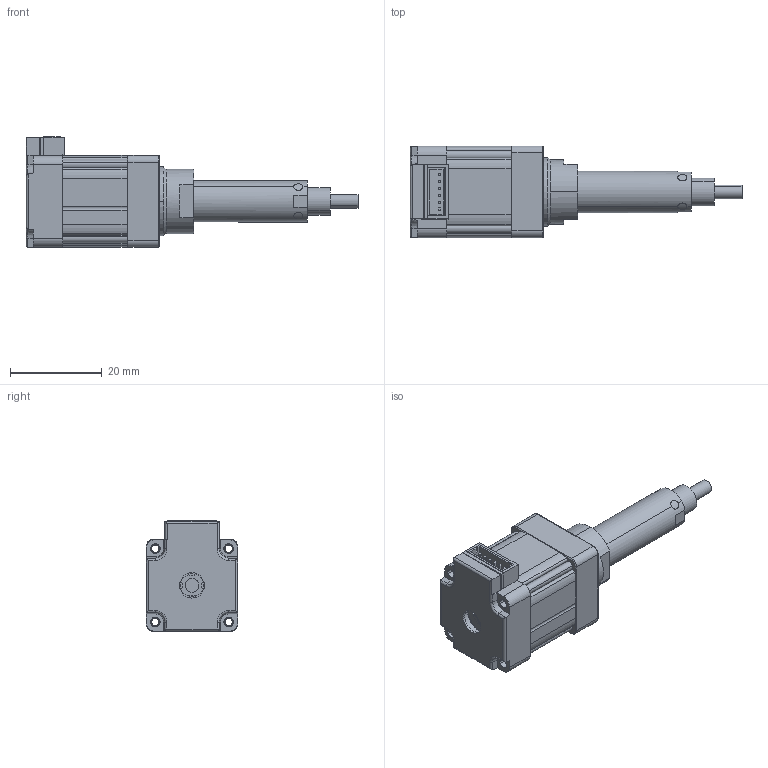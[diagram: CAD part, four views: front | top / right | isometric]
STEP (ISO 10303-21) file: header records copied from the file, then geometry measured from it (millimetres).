
FILE_DESCRIPTION (( 'STEP AP203' ), '1' );
FILE_NAME ('LC081S-E03024-25-S-050.STEP', '2019-06-19T05:05:40', ( 'Sky123.Org' ), ( 'Sky123.Org' ), 'SwSTEP 2.0', 'SolidWorks 2014', '' );
FILE_SCHEMA (( 'CONFIG_CONTROL_DESIGN' ));
Length unit declared in the file: millimetre
Products named in the file (1): LC081S-E03024-25-S-050
Bounding box: 72.3 x 20 x 24.1 mm (x, y, z)
Surface area: 7002.7 mm2 (no closed solid volume)
Topology: 0 solids, 26 shells, 247 faces, 1337 edges, 1105 vertices
Faces by surface type: plane 116, cylinder 103, cone 18, torus 10
Entity records: 13829 total; most frequent: CARTESIAN_POINT 3198, DIRECTION 2338, ORIENTED_EDGE 1833, EDGE_CURVE 1337, VERTEX_POINT 1105, AXIS2_PLACEMENT_3D 801, VECTOR 736, LINE 736
